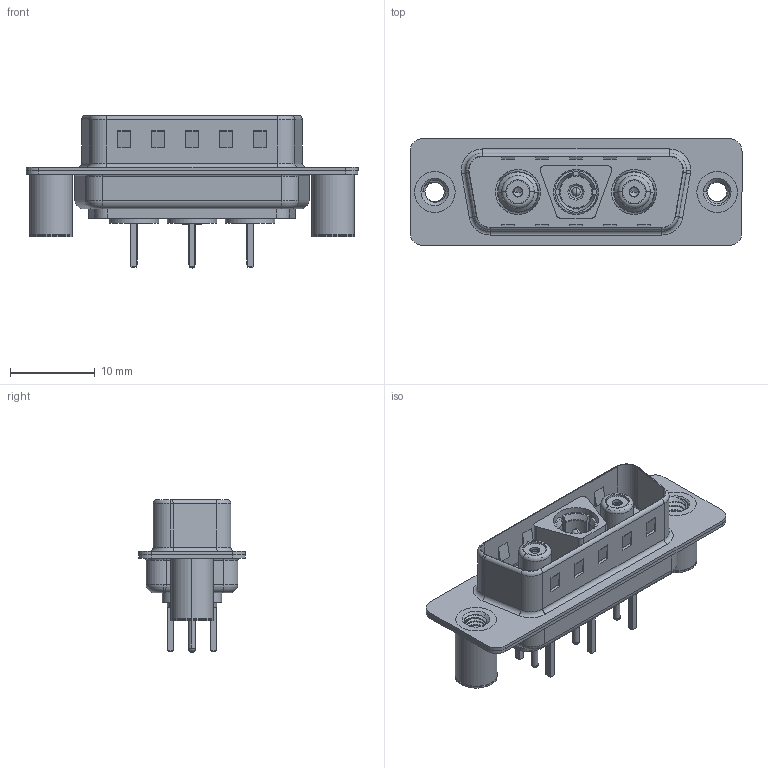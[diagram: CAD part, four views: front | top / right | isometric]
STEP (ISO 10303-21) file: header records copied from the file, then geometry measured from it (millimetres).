
FILE_DESCRIPTION (( 'STEP AP203' ), '1' );
FILE_NAME ('627-3WK3624-7NB.STEP', '2019-05-25T02:03:32', ( '' ), ( '' ), 'SwSTEP 2.0', 'SolidWorks 2016', '' );
FILE_SCHEMA (( 'CONFIG_CONTROL_DESIGN' ));
Length unit declared in the file: millimetre
Products named in the file (16): Co-Ax Jack Assy_S; Insulator Pin_Straight PC Tail; 627Combo Threaded Board Spacer_3; Pin_Str; 627-3WK3624-7NB; Locking Collar; Co-Ax Plug Assy_S; 627Combo Housing_3WK3; Co-Ax Jack_Straight PC Tail; 627Combo Shell Rear_15 Contacts; Insulator Socket; 627Combo Shell Front_15 Contacts; Insulator Socket 2; 627Combo Threaded Board Spacer_B; Socket_Str; Co-Ax Plug_Straight PC Tail
Assembly tree (17 placements, depth 3):
  627-3WK3624-7NB
    627Combo Housing_3WK3
    627Combo Shell Rear_15 Contacts
    627Combo Shell Front_15 Contacts
    627Combo Threaded Board Spacer_B
    Co-Ax Plug Assy_S
      Co-Ax Plug_Straight PC Tail
      Insulator Pin_Straight PC Tail
      Pin_Str
      Locking Collar
    Co-Ax Jack Assy_S  x2
      Co-Ax Jack_Straight PC Tail
      Insulator Socket
      Insulator Socket 2
      Locking Collar
      Socket_Str
    627Combo Threaded Board Spacer_3
Bounding box: 39.15 x 12.6 x 18 mm (x, y, z)
Volume: 2140.4 mm3; surface area: 6335 mm2
Topology: 19 solids, 19 shells, 737 faces, 1782 edges, 1119 vertices
Faces by surface type: cylinder 305, plane 295, torus 66, cone 51, bspline 12, sphere 8
Entity records: 23674 total; most frequent: CARTESIAN_POINT 7088, DIRECTION 3233, ORIENTED_EDGE 3024, EDGE_CURVE 1512, AXIS2_PLACEMENT_3D 1231, VERTEX_POINT 957, LINE 771, VECTOR 771
